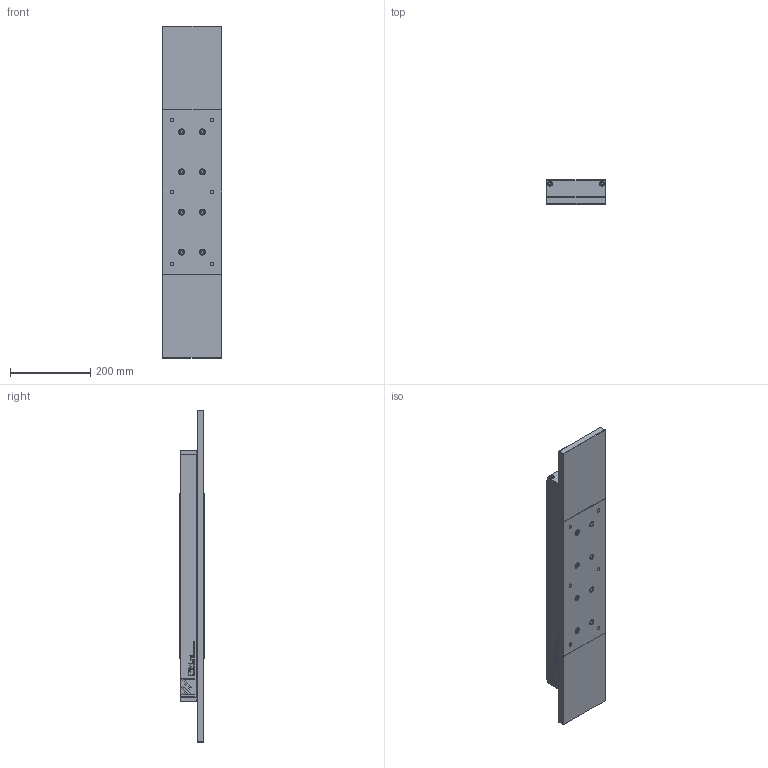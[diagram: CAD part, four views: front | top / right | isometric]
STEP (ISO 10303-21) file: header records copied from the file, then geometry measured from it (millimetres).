
FILE_DESCRIPTION(/* description */ (''),/* implementation_level */ '2;1');
FILE_NAME(/* name */ 'RTNG-9400.stp',/* time_stamp */ '2024-10-01T14:17:40+02:00',/* author */ (''),/* organization */ (''),/* preprocessor_version */ 'ST-DEVELOPER v16.7',/* originating_system */ 'SIEMENS PLM Software NX 12.0',/* authorisation */ '');
FILE_SCHEMA (('AUTOMOTIVE_DESIGN { 1 0 10303 214 3 1 1 1 }'));
Length unit declared in the file: millimetre
Products named in the file (1): RTNG-9400_stp
Bounding box: 148 x 60 x 829 mm (x, y, z)
Volume: 5140908.5 mm3; surface area: 673221.8 mm2
Topology: 4 solids, 4 shells, 1159 faces, 2905 edges, 1884 vertices
Faces by surface type: plane 760, bspline 180, cylinder 115, cone 64, torus 40
Entity records: 39288 total; most frequent: CARTESIAN_POINT 8433, ORIENTED_EDGE 5810, DIRECTION 4891, EDGE_CURVE 2905, LINE 2159, VECTOR 2159, VERTEX_POINT 1884, AXIS2_PLACEMENT_3D 1366
